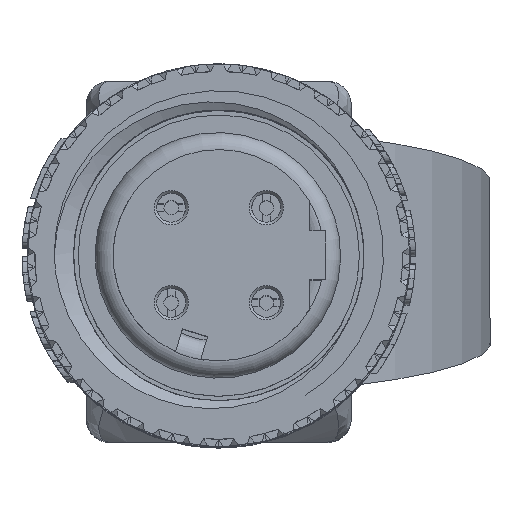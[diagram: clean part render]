
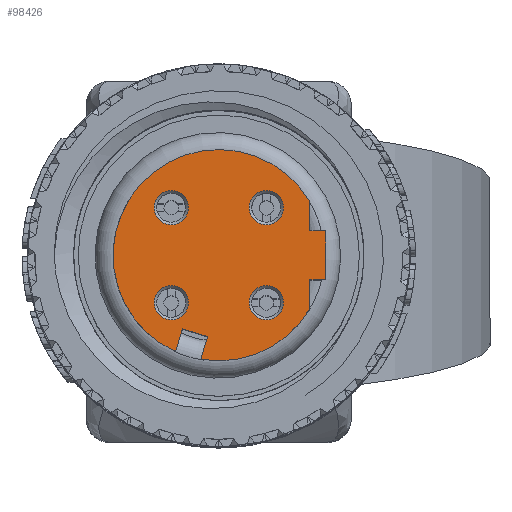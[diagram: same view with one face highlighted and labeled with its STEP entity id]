
A CAD part, top view. The second image highlights one B-rep face of the part: STEP entity #98426.
In plain terms, the highlighted planar face has unit normal (0, 0, 1).
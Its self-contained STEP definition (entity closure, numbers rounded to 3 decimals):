
#183 = VERTEX_POINT ( 'NONE', #59970 ) ;
#6384 = AXIS2_PLACEMENT_3D ( 'NONE', #132711, #53563, #145974 ) ;
#7277 = CARTESIAN_POINT ( 'NONE',  ( 2.45, -1.8, 18.9 ) ) ;
#8267 = CARTESIAN_POINT ( 'NONE',  ( -2.024, 3.45, 18.9 ) ) ;
#9968 = VECTOR ( 'NONE', #81491, 1000. ) ;
#10775 = CARTESIAN_POINT ( 'NONE',  ( -0.925, 3.45, 18.9 ) ) ;
#14068 = VECTOR ( 'NONE', #141843, 1000. ) ;
#14084 = LINE ( 'NONE', #68175, #9968 ) ;
#15338 = DIRECTION ( 'NONE',  ( 0., 0., 1. ) ) ;
#17211 = EDGE_CURVE ( 'NONE', #114544, #116298, #27941, .T. ) ;
#18878 = CARTESIAN_POINT ( 'NONE',  ( -1.8, 1.8, 18.9 ) ) ;
#20199 = VERTEX_POINT ( 'NONE', #50491 ) ;
#23659 = DIRECTION ( 'NONE',  ( 0., 0., -1. ) ) ;
#24927 = VECTOR ( 'NONE', #50503, 1000. ) ;
#25307 = EDGE_CURVE ( 'NONE', #183, #183, #152937, .T. ) ;
#26453 = EDGE_CURVE ( 'NONE', #20199, #37723, #37190, .T. ) ;
#27941 = LINE ( 'NONE', #118055, #94220 ) ;
#29259 = EDGE_CURVE ( 'NONE', #167723, #167723, #44980, .T. ) ;
#31438 = EDGE_CURVE ( 'NONE', #76743, #20199, #14084, .T. ) ;
#31605 = FACE_BOUND ( 'NONE', #34445, .T. ) ;
#31827 = CARTESIAN_POINT ( 'NONE',  ( 3.649, -1.638, 18.9 ) ) ;
#31977 = ORIENTED_EDGE ( 'NONE', *, *, #150848, .T. ) ;
#32177 = DIRECTION ( 'NONE',  ( 1., 0., 0. ) ) ;
#34445 = EDGE_LOOP ( 'NONE', ( #31977 ) ) ;
#34823 = DIRECTION ( 'NONE',  ( 0., 0., -1. ) ) ;
#34966 = ORIENTED_EDGE ( 'NONE', *, *, #29259, .T. ) ;
#35008 = EDGE_LOOP ( 'NONE', ( #63300, #94540, #135497, #87420, #154801, #91961, #107694, #155445, #73184, #127573 ) ) ;
#37190 = LINE ( 'NONE', #93879, #72431 ) ;
#37723 = VERTEX_POINT ( 'NONE', #130217 ) ;
#38467 = CARTESIAN_POINT ( 'NONE',  ( 0.925, 3.45, 18.9 ) ) ;
#41160 = CIRCLE ( 'NONE', #117113, 4. ) ;
#44980 = CIRCLE ( 'NONE', #6384, 0.65 ) ;
#46831 = EDGE_LOOP ( 'NONE', ( #47274 ) ) ;
#47274 = ORIENTED_EDGE ( 'NONE', *, *, #25307, .T. ) ;
#50491 = CARTESIAN_POINT ( 'NONE',  ( 2.788, -1.375, 18.9 ) ) ;
#50503 = DIRECTION ( 'NONE',  ( -1., 0., 0. ) ) ;
#50732 = CARTESIAN_POINT ( 'NONE',  ( -2.024, 3.45, 18.9 ) ) ;
#51210 = EDGE_CURVE ( 'NONE', #133100, #76743, #60712, .T. ) ;
#53413 = LINE ( 'NONE', #128569, #14068 ) ;
#53563 = DIRECTION ( 'NONE',  ( 0., 0., -1. ) ) ;
#54034 = CARTESIAN_POINT ( 'NONE',  ( 2.024, 3.45, 18.9 ) ) ;
#55467 = VERTEX_POINT ( 'NONE', #104714 ) ;
#59817 = CARTESIAN_POINT ( 'NONE',  ( -0.925, 4.05, 18.9 ) ) ;
#59970 = CARTESIAN_POINT ( 'NONE',  ( -1.15, -1.8, 18.9 ) ) ;
#60712 = CIRCLE ( 'NONE', #76766, 4. ) ;
#62162 = VERTEX_POINT ( 'NONE', #63930 ) ;
#62924 = LINE ( 'NONE', #59817, #168341 ) ;
#63300 = ORIENTED_EDGE ( 'NONE', *, *, #51210, .T. ) ;
#63796 = DIRECTION ( 'NONE',  ( 0., 0., 1. ) ) ;
#63930 = CARTESIAN_POINT ( 'NONE',  ( 2.45, 1.8, 18.9 ) ) ;
#64100 = EDGE_CURVE ( 'NONE', #98940, #91004, #148216, .T. ) ;
#66252 = VERTEX_POINT ( 'NONE', #116436 ) ;
#67586 = AXIS2_PLACEMENT_3D ( 'NONE', #18878, #111332, #32177 ) ;
#68175 = CARTESIAN_POINT ( 'NONE',  ( 2.788, -1.375, 18.9 ) ) ;
#72148 = CARTESIAN_POINT ( 'NONE',  ( 0., 0., 18.9 ) ) ;
#72431 = VECTOR ( 'NONE', #107085, 1000. ) ;
#73184 = ORIENTED_EDGE ( 'NONE', *, *, #166691, .T. ) ;
#73304 = AXIS2_PLACEMENT_3D ( 'NONE', #102854, #23659, #116122 ) ;
#75086 = CIRCLE ( 'NONE', #102755, 0.65 ) ;
#76743 = VERTEX_POINT ( 'NONE', #31827 ) ;
#76766 = AXIS2_PLACEMENT_3D ( 'NONE', #94587, #15338, #107805 ) ;
#81491 = DIRECTION ( 'NONE',  ( -0.956, 0.292, 0. ) ) ;
#85471 = DIRECTION ( 'NONE',  ( 1., 0., 0. ) ) ;
#87420 = ORIENTED_EDGE ( 'NONE', *, *, #161877, .T. ) ;
#88710 = DIRECTION ( 'NONE',  ( 0., -1., 0. ) ) ;
#89840 = CARTESIAN_POINT ( 'NONE',  ( 0., 0., 18.9 ) ) ;
#91004 = VERTEX_POINT ( 'NONE', #38467 ) ;
#91961 = ORIENTED_EDGE ( 'NONE', *, *, #64100, .T. ) ;
#93879 = CARTESIAN_POINT ( 'NONE',  ( 3.081, -0.419, 18.9 ) ) ;
#94220 = VECTOR ( 'NONE', #104781, 1000. ) ;
#94540 = ORIENTED_EDGE ( 'NONE', *, *, #31438, .T. ) ;
#94587 = CARTESIAN_POINT ( 'NONE',  ( 0., 0., 18.9 ) ) ;
#95289 = LINE ( 'NONE', #8267, #24927 ) ;
#97846 = FACE_OUTER_BOUND ( 'NONE', #35008, .T. ) ;
#98426 = ADVANCED_FACE ( 'NONE', ( #31605, #137032, #168083, #132878, #97846 ), #142861, .T. ) ;
#98940 = VERTEX_POINT ( 'NONE', #54034 ) ;
#100371 = CIRCLE ( 'NONE', #67586, 0.65 ) ;
#102687 = VERTEX_POINT ( 'NONE', #10775 ) ;
#102755 = AXIS2_PLACEMENT_3D ( 'NONE', #113966, #34823, #127229 ) ;
#102854 = CARTESIAN_POINT ( 'NONE',  ( -1.8, -1.8, 18.9 ) ) ;
#103210 = DIRECTION ( 'NONE',  ( -1., 0., 0. ) ) ;
#104714 = CARTESIAN_POINT ( 'NONE',  ( 3.941, -0.682, 18.9 ) ) ;
#104781 = DIRECTION ( 'NONE',  ( -1., 0., 0. ) ) ;
#107085 = DIRECTION ( 'NONE',  ( 0.292, 0.956, 0. ) ) ;
#107694 = ORIENTED_EDGE ( 'NONE', *, *, #144491, .T. ) ;
#107805 = DIRECTION ( 'NONE',  ( 1., 0., 0. ) ) ;
#111332 = DIRECTION ( 'NONE',  ( 0., 0., -1. ) ) ;
#111500 = EDGE_CURVE ( 'NONE', #102687, #133100, #95289, .T. ) ;
#113096 = VECTOR ( 'NONE', #103210, 1000. ) ;
#113659 = CARTESIAN_POINT ( 'NONE',  ( 0.925, 3.45, 18.9 ) ) ;
#113966 = CARTESIAN_POINT ( 'NONE',  ( 1.8, 1.8, 18.9 ) ) ;
#114544 = VERTEX_POINT ( 'NONE', #138758 ) ;
#116122 = DIRECTION ( 'NONE',  ( 1., 0., 0. ) ) ;
#116298 = VERTEX_POINT ( 'NONE', #157990 ) ;
#116436 = CARTESIAN_POINT ( 'NONE',  ( -1.15, 1.8, 18.9 ) ) ;
#117113 = AXIS2_PLACEMENT_3D ( 'NONE', #72148, #164529, #85471 ) ;
#117678 = EDGE_LOOP ( 'NONE', ( #34966 ) ) ;
#118055 = CARTESIAN_POINT ( 'NONE',  ( -0.925, 4.05, 18.9 ) ) ;
#120295 = CARTESIAN_POINT ( 'NONE',  ( 0.925, 4.05, 18.9 ) ) ;
#125504 = LINE ( 'NONE', #120295, #156565 ) ;
#127229 = DIRECTION ( 'NONE',  ( 1., 0., 0. ) ) ;
#127573 = ORIENTED_EDGE ( 'NONE', *, *, #111500, .T. ) ;
#128569 = CARTESIAN_POINT ( 'NONE',  ( 3.941, -0.682, 18.9 ) ) ;
#130084 = AXIS2_PLACEMENT_3D ( 'NONE', #89840, #63796, #156209 ) ;
#130217 = CARTESIAN_POINT ( 'NONE',  ( 3.081, -0.419, 18.9 ) ) ;
#131982 = EDGE_CURVE ( 'NONE', #55467, #98940, #41160, .T. ) ;
#132711 = CARTESIAN_POINT ( 'NONE',  ( 1.8, -1.8, 18.9 ) ) ;
#132878 = FACE_BOUND ( 'NONE', #164099, .T. ) ;
#133100 = VERTEX_POINT ( 'NONE', #50732 ) ;
#135497 = ORIENTED_EDGE ( 'NONE', *, *, #26453, .T. ) ;
#136744 = ORIENTED_EDGE ( 'NONE', *, *, #156130, .T. ) ;
#137032 = FACE_BOUND ( 'NONE', #46831, .T. ) ;
#138758 = CARTESIAN_POINT ( 'NONE',  ( 0.925, 4.05, 18.9 ) ) ;
#141843 = DIRECTION ( 'NONE',  ( 0.956, -0.292, 0. ) ) ;
#142861 = PLANE ( 'NONE',  #130084 ) ;
#144491 = EDGE_CURVE ( 'NONE', #91004, #114544, #125504, .T. ) ;
#145974 = DIRECTION ( 'NONE',  ( 1., 0., 0. ) ) ;
#148216 = LINE ( 'NONE', #113659, #113096 ) ;
#150848 = EDGE_CURVE ( 'NONE', #66252, #66252, #100371, .T. ) ;
#152937 = CIRCLE ( 'NONE', #73304, 0.65 ) ;
#154801 = ORIENTED_EDGE ( 'NONE', *, *, #131982, .T. ) ;
#155445 = ORIENTED_EDGE ( 'NONE', *, *, #17211, .T. ) ;
#156130 = EDGE_CURVE ( 'NONE', #62162, #62162, #75086, .T. ) ;
#156209 = DIRECTION ( 'NONE',  ( 1., 0., 0. ) ) ;
#156565 = VECTOR ( 'NONE', #171256, 1000. ) ;
#157990 = CARTESIAN_POINT ( 'NONE',  ( -0.925, 4.05, 18.9 ) ) ;
#161877 = EDGE_CURVE ( 'NONE', #37723, #55467, #53413, .T. ) ;
#164099 = EDGE_LOOP ( 'NONE', ( #136744 ) ) ;
#164529 = DIRECTION ( 'NONE',  ( 0., 0., 1. ) ) ;
#166691 = EDGE_CURVE ( 'NONE', #116298, #102687, #62924, .T. ) ;
#167723 = VERTEX_POINT ( 'NONE', #7277 ) ;
#168083 = FACE_BOUND ( 'NONE', #117678, .T. ) ;
#168341 = VECTOR ( 'NONE', #88710, 1000. ) ;
#171256 = DIRECTION ( 'NONE',  ( 0., 1., 0. ) ) ;
